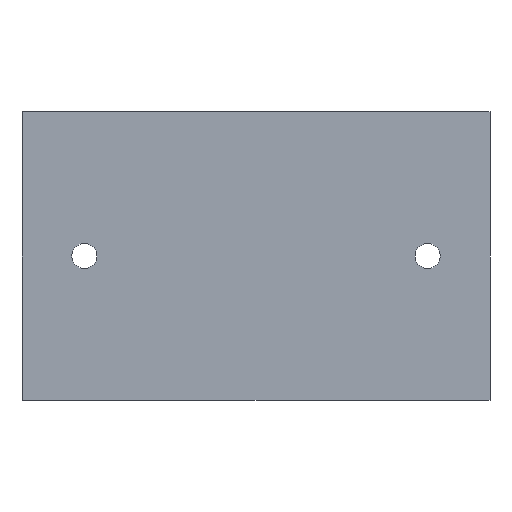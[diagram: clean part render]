
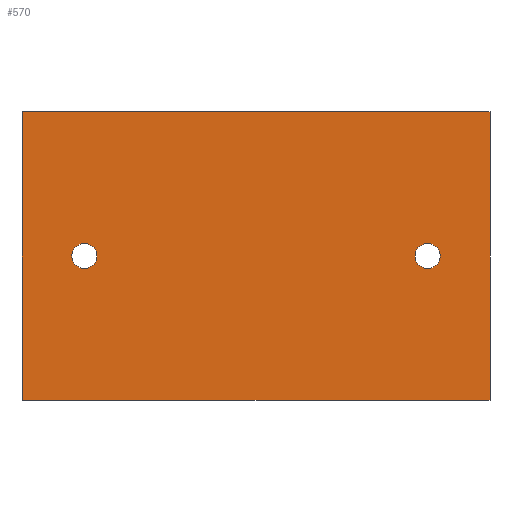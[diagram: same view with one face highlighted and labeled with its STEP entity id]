
A CAD part, front view. The second image highlights one B-rep face of the part: STEP entity #570.
In plain terms, the highlighted planar face has unit normal (0, -1, 0).
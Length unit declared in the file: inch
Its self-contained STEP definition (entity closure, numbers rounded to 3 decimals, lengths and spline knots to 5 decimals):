
#48=LINE('',#907,#97);
#51=LINE('',#923,#100);
#52=LINE('',#925,#101);
#53=LINE('',#926,#102);
#97=VECTOR('',#727,3.75);
#100=VECTOR('',#742,2.3125);
#101=VECTOR('',#743,3.75);
#102=VECTOR('',#744,2.3125);
#139=FACE_BOUND('',#204,.T.);
#140=FACE_BOUND('',#205,.T.);
#159=FACE_OUTER_BOUND('',#203,.T.);
#203=EDGE_LOOP('',(#428,#429,#430,#431));
#204=EDGE_LOOP('',(#432));
#205=EDGE_LOOP('',(#433));
#253=CIRCLE('',#634,0.1005);
#254=CIRCLE('',#635,0.1005);
#286=VERTEX_POINT('',#904);
#287=VERTEX_POINT('',#906);
#294=VERTEX_POINT('',#922);
#295=VERTEX_POINT('',#924);
#296=VERTEX_POINT('',#927);
#297=VERTEX_POINT('',#929);
#338=EDGE_CURVE('',#287,#286,#48,.T.);
#346=EDGE_CURVE('',#294,#286,#51,.T.);
#347=EDGE_CURVE('',#295,#294,#52,.T.);
#348=EDGE_CURVE('',#295,#287,#53,.T.);
#349=EDGE_CURVE('',#296,#296,#253,.T.);
#350=EDGE_CURVE('',#297,#297,#254,.T.);
#428=ORIENTED_EDGE('',*,*,#338,.T.);
#429=ORIENTED_EDGE('',*,*,#346,.F.);
#430=ORIENTED_EDGE('',*,*,#347,.F.);
#431=ORIENTED_EDGE('',*,*,#348,.T.);
#432=ORIENTED_EDGE('',*,*,#349,.T.);
#433=ORIENTED_EDGE('',*,*,#350,.T.);
#548=PLANE('',#633);
#570=ADVANCED_FACE('',(#159,#139,#140),#548,.F.);
#633=AXIS2_PLACEMENT_3D('',#921,#740,#741);
#634=AXIS2_PLACEMENT_3D('',#928,#745,#746);
#635=AXIS2_PLACEMENT_3D('',#930,#747,#748);
#727=DIRECTION('',(-1.,0.,0.));
#740=DIRECTION('center_axis',(0.,1.,0.));
#741=DIRECTION('ref_axis',(0.,0.,1.));
#742=DIRECTION('',(0.,0.,1.));
#743=DIRECTION('',(-1.,0.,0.));
#744=DIRECTION('',(0.,0.,1.));
#745=DIRECTION('center_axis',(0.,1.,0.));
#746=DIRECTION('ref_axis',(0.,0.,1.));
#747=DIRECTION('center_axis',(0.,1.,0.));
#748=DIRECTION('ref_axis',(0.,0.,1.));
#904=CARTESIAN_POINT('',(-0.75,-0.25,0.3125));
#906=CARTESIAN_POINT('',(3.,-0.25,0.3125));
#907=CARTESIAN_POINT('',(3.,-0.25,0.3125));
#921=CARTESIAN_POINT('Origin',(2.25,-0.25,-2.));
#922=CARTESIAN_POINT('',(-0.75,-0.25,-2.));
#923=CARTESIAN_POINT('',(-0.75,-0.25,-2.));
#924=CARTESIAN_POINT('',(3.,-0.25,-2.));
#925=CARTESIAN_POINT('',(3.,-0.25,-2.));
#926=CARTESIAN_POINT('',(3.,-0.25,-2.));
#927=CARTESIAN_POINT('',(2.5,-0.25,-0.94425));
#928=CARTESIAN_POINT('Origin',(2.5,-0.25,-0.84375));
#929=CARTESIAN_POINT('',(-0.25,-0.25,-0.94425));
#930=CARTESIAN_POINT('Origin',(-0.25,-0.25,-0.84375));
